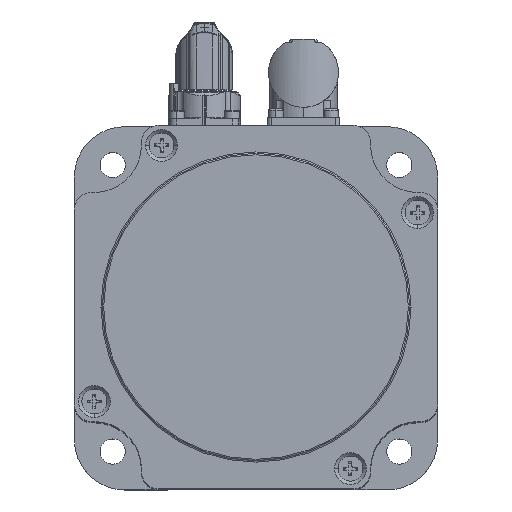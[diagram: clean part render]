
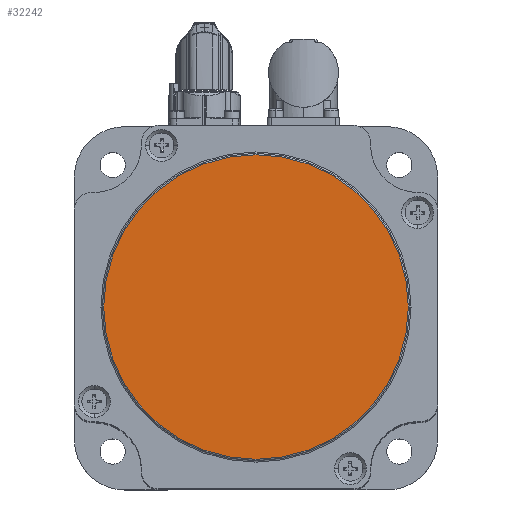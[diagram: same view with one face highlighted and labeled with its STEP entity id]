
A CAD part, top view. The second image highlights one B-rep face of the part: STEP entity #32242.
In plain terms, the highlighted planar face has unit normal (0, 0, 1).
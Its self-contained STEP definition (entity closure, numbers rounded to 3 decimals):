
#108 = AXIS2_PLACEMENT_3D ( 'NONE', #31294, #1341, #36340 ) ;
#1341 = DIRECTION ( 'NONE',  ( 0., 0., 1. ) ) ;
#9223 = PLANE ( 'NONE',  #23486 ) ;
#15921 = AXIS2_PLACEMENT_3D ( 'NONE', #46118, #16277, #51199 ) ;
#16277 = DIRECTION ( 'NONE',  ( 0., 0., 1. ) ) ;
#16776 = FACE_OUTER_BOUND ( 'NONE', #26653, .T. ) ;
#19046 = CIRCLE ( 'NONE', #108, 54.5 ) ;
#20623 = ORIENTED_EDGE ( 'NONE', *, *, #41845, .T. ) ;
#23486 = AXIS2_PLACEMENT_3D ( 'NONE', #29347, #64207, #34313 ) ;
#26653 = EDGE_LOOP ( 'NONE', ( #56458, #20623 ) ) ;
#29347 = CARTESIAN_POINT ( 'NONE',  ( -14.522, -55.557, 289.998 ) ) ;
#31294 = CARTESIAN_POINT ( 'NONE',  ( -79.522, 9.443, 289.998 ) ) ;
#32242 = ADVANCED_FACE ( 'NONE', ( #16776 ), #9223, .F. ) ;
#34313 = DIRECTION ( 'NONE',  ( -1., 0., 0. ) ) ;
#36340 = DIRECTION ( 'NONE',  ( -1., 0., 0. ) ) ;
#36743 = VERTEX_POINT ( 'NONE', #43567 ) ;
#37199 = CARTESIAN_POINT ( 'NONE',  ( -134.022, 9.443, 289.998 ) ) ;
#41845 = EDGE_CURVE ( 'NONE', #36743, #51166, #19046, .T. ) ;
#41936 = CIRCLE ( 'NONE', #15921, 54.5 ) ;
#43567 = CARTESIAN_POINT ( 'NONE',  ( -25.022, 9.443, 289.998 ) ) ;
#46118 = CARTESIAN_POINT ( 'NONE',  ( -79.522, 9.443, 289.998 ) ) ;
#51166 = VERTEX_POINT ( 'NONE', #37199 ) ;
#51199 = DIRECTION ( 'NONE',  ( -1., 0., 0. ) ) ;
#56458 = ORIENTED_EDGE ( 'NONE', *, *, #57894, .T. ) ;
#57894 = EDGE_CURVE ( 'NONE', #51166, #36743, #41936, .T. ) ;
#64207 = DIRECTION ( 'NONE',  ( 0., 0., -1. ) ) ;
